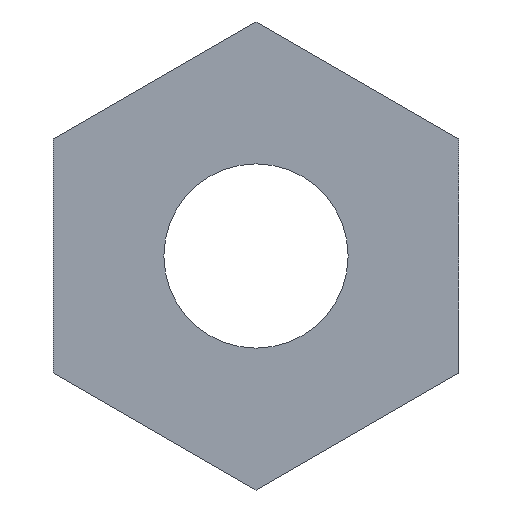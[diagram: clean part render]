
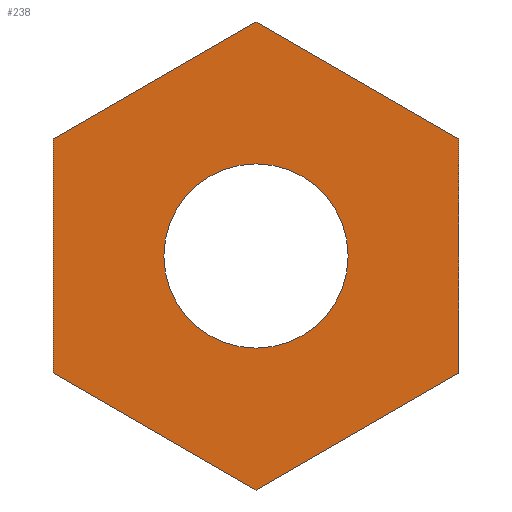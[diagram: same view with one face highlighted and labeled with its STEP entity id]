
A CAD part, front view. The second image highlights one B-rep face of the part: STEP entity #238.
In plain terms, the highlighted planar face has unit normal (0, -1, 0).
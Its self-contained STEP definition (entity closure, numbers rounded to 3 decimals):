
#4 = CARTESIAN_POINT ( 'NONE',  ( -2.75, -6., -1.588 ) ) ;
#6 = ORIENTED_EDGE ( 'NONE', *, *, #293, .T. ) ;
#18 = ORIENTED_EDGE ( 'NONE', *, *, #313, .F. ) ;
#21 = VERTEX_POINT ( 'NONE', #95 ) ;
#22 = VERTEX_POINT ( 'NONE', #83 ) ;
#26 = ORIENTED_EDGE ( 'NONE', *, *, #297, .F. ) ;
#29 = VERTEX_POINT ( 'NONE', #117 ) ;
#30 = VERTEX_POINT ( 'NONE', #129 ) ;
#34 = ORIENTED_EDGE ( 'NONE', *, *, #286, .F. ) ;
#46 = ORIENTED_EDGE ( 'NONE', *, *, #97, .F. ) ;
#51 = VERTEX_POINT ( 'NONE', #143 ) ;
#60 = LINE ( 'NONE', #176, #127 ) ;
#61 = VECTOR ( 'NONE', #196, 1000. ) ;
#63 = LINE ( 'NONE', #197, #104 ) ;
#64 = FACE_BOUND ( 'NONE', #251, .T. ) ;
#74 = LINE ( 'NONE', #194, #61 ) ;
#82 = VECTOR ( 'NONE', #190, 1000. ) ;
#83 = CARTESIAN_POINT ( 'NONE',  ( 2.75, -6., -1.588 ) ) ;
#89 = LINE ( 'NONE', #312, #158 ) ;
#95 = CARTESIAN_POINT ( 'NONE',  ( 2.75, -6., 1.588 ) ) ;
#97 = EDGE_CURVE ( 'NONE', #113, #51, #89, .T. ) ;
#99 = LINE ( 'NONE', #187, #82 ) ;
#104 = VECTOR ( 'NONE', #199, 1000. ) ;
#111 = EDGE_CURVE ( 'NONE', #51, #30, #155, .T. ) ;
#113 = VERTEX_POINT ( 'NONE', #4 ) ;
#116 = CIRCLE ( 'NONE', #253, 1.25 ) ;
#117 = CARTESIAN_POINT ( 'NONE',  ( 0., -6., -3.175 ) ) ;
#125 = ORIENTED_EDGE ( 'NONE', *, *, #111, .F. ) ;
#127 = VECTOR ( 'NONE', #178, 1000. ) ;
#129 = CARTESIAN_POINT ( 'NONE',  ( 0., -6., 3.175 ) ) ;
#137 = VERTEX_POINT ( 'NONE', #189 ) ;
#143 = CARTESIAN_POINT ( 'NONE',  ( -2.75, -6., 1.588 ) ) ;
#147 = FACE_OUTER_BOUND ( 'NONE', #241, .T. ) ;
#152 = VECTOR ( 'NONE', #309, 1000. ) ;
#155 = LINE ( 'NONE', #311, #152 ) ;
#158 = VECTOR ( 'NONE', #314, 1000. ) ;
#165 = CARTESIAN_POINT ( 'NONE',  ( 0., -6., 0. ) ) ;
#166 = PLANE ( 'NONE',  #254 ) ;
#167 = DIRECTION ( 'NONE',  ( 0., 1., 0. ) ) ;
#168 = DIRECTION ( 'NONE',  ( 0., 0., 1. ) ) ;
#176 = CARTESIAN_POINT ( 'NONE',  ( 0., -6., -3.175 ) ) ;
#178 = DIRECTION ( 'NONE',  ( -0.866, 0., 0.5 ) ) ;
#181 = CARTESIAN_POINT ( 'NONE',  ( 0., -6., 0. ) ) ;
#183 = DIRECTION ( 'NONE',  ( 0., 1., 0. ) ) ;
#185 = DIRECTION ( 'NONE',  ( 0., 0., 1. ) ) ;
#187 = CARTESIAN_POINT ( 'NONE',  ( 2.75, -6., -1.588 ) ) ;
#189 = CARTESIAN_POINT ( 'NONE',  ( 0., -6., 1.25 ) ) ;
#190 = DIRECTION ( 'NONE',  ( -0.866, 0., -0.5 ) ) ;
#194 = CARTESIAN_POINT ( 'NONE',  ( 0., -6., 3.175 ) ) ;
#196 = DIRECTION ( 'NONE',  ( 0.866, 0., -0.5 ) ) ;
#197 = CARTESIAN_POINT ( 'NONE',  ( 2.75, -6., 1.588 ) ) ;
#199 = DIRECTION ( 'NONE',  ( 0., 0., -1. ) ) ;
#238 = ADVANCED_FACE ( 'NONE', ( #64, #147 ), #166, .F. ) ;
#241 = EDGE_LOOP ( 'NONE', ( #288, #125, #46, #34, #26, #18 ) ) ;
#251 = EDGE_LOOP ( 'NONE', ( #6 ) ) ;
#253 = AXIS2_PLACEMENT_3D ( 'NONE', #181, #183, #185 ) ;
#254 = AXIS2_PLACEMENT_3D ( 'NONE', #165, #167, #168 ) ;
#286 = EDGE_CURVE ( 'NONE', #29, #113, #60, .T. ) ;
#288 = ORIENTED_EDGE ( 'NONE', *, *, #307, .F. ) ;
#293 = EDGE_CURVE ( 'NONE', #137, #137, #116, .T. ) ;
#297 = EDGE_CURVE ( 'NONE', #22, #29, #99, .T. ) ;
#307 = EDGE_CURVE ( 'NONE', #30, #21, #74, .T. ) ;
#309 = DIRECTION ( 'NONE',  ( 0.866, 0., 0.5 ) ) ;
#311 = CARTESIAN_POINT ( 'NONE',  ( -2.75, -6., 1.588 ) ) ;
#312 = CARTESIAN_POINT ( 'NONE',  ( -2.75, -6., -1.588 ) ) ;
#313 = EDGE_CURVE ( 'NONE', #21, #22, #63, .T. ) ;
#314 = DIRECTION ( 'NONE',  ( 0., 0., 1. ) ) ;
